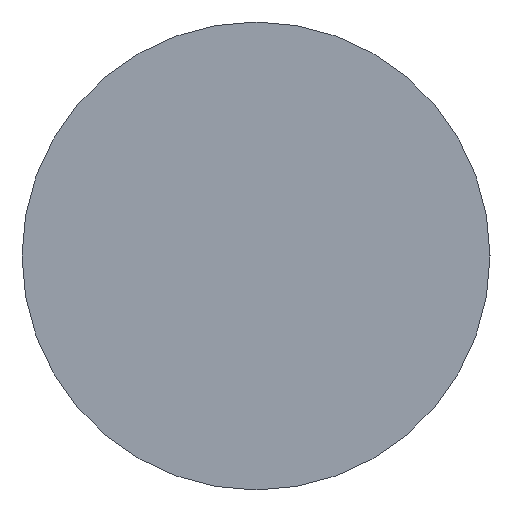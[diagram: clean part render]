
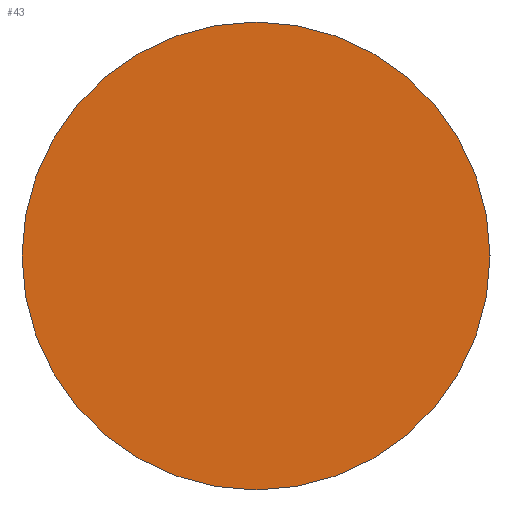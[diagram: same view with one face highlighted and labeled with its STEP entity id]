
A CAD part, left-side view. The second image highlights one B-rep face of the part: STEP entity #43.
In plain terms, the highlighted planar face has unit normal (-1, 0, 0).
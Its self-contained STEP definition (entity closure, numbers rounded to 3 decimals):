
#11 = FACE_OUTER_BOUND ( 'NONE', #125, .T. ) ;
#14 = AXIS2_PLACEMENT_3D ( 'NONE', #79, #120, #140 ) ;
#35 = DIRECTION ( 'NONE',  ( 1., 0., 0. ) ) ;
#41 = CARTESIAN_POINT ( 'NONE',  ( 0., 0., 0. ) ) ;
#42 = AXIS2_PLACEMENT_3D ( 'NONE', #41, #70, #101 ) ;
#43 = ADVANCED_FACE ( 'NONE', ( #11 ), #109, .F. ) ;
#45 = CARTESIAN_POINT ( 'NONE',  ( 0., 0., 2.25 ) ) ;
#54 = ORIENTED_EDGE ( 'NONE', *, *, #147, .F. ) ;
#63 = CARTESIAN_POINT ( 'NONE',  ( 0., 0., 0. ) ) ;
#64 = EDGE_CURVE ( 'NONE', #90, #168, #84, .T. ) ;
#70 = DIRECTION ( 'NONE',  ( 1., 0., 0. ) ) ;
#78 = DIRECTION ( 'NONE',  ( 0., 0., -1. ) ) ;
#79 = CARTESIAN_POINT ( 'NONE',  ( 0., 0., 0. ) ) ;
#84 = CIRCLE ( 'NONE', #117, 2.25 ) ;
#90 = VERTEX_POINT ( 'NONE', #115 ) ;
#101 = DIRECTION ( 'NONE',  ( 0., 0., -1. ) ) ;
#109 = PLANE ( 'NONE',  #14 ) ;
#115 = CARTESIAN_POINT ( 'NONE',  ( 0., 0., -2.25 ) ) ;
#117 = AXIS2_PLACEMENT_3D ( 'NONE', #63, #35, #78 ) ;
#120 = DIRECTION ( 'NONE',  ( 1., 0., 0. ) ) ;
#125 = EDGE_LOOP ( 'NONE', ( #54, #145 ) ) ;
#136 = CIRCLE ( 'NONE', #42, 2.25 ) ;
#140 = DIRECTION ( 'NONE',  ( 0., 0., -1. ) ) ;
#145 = ORIENTED_EDGE ( 'NONE', *, *, #64, .F. ) ;
#147 = EDGE_CURVE ( 'NONE', #168, #90, #136, .T. ) ;
#168 = VERTEX_POINT ( 'NONE', #45 ) ;
